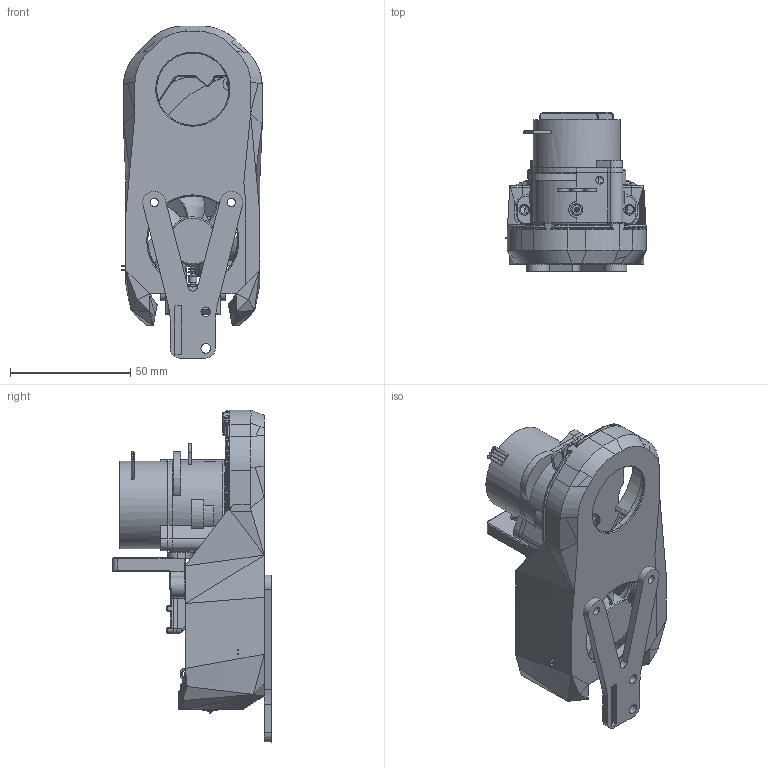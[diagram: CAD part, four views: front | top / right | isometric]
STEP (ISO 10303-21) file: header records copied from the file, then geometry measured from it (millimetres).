
FILE_DESCRIPTION(/* description */ (''),/* implementation_level */ '2;1');
FILE_NAME(/* name */ 'Mini B - Mosquito - with Adxl mount.step',/* time_stamp */ '2022-03-27T12:52:04+08:00',/* author */ (''),/* organization */ (''),/* preprocessor_version */ 'ST-DEVELOPER v18.1',/* originating_system */ 'Autodesk Translation Framework v10.13.0.1454',/* authorisation */ '');
FILE_SCHEMA (('AUTOMOTIVE_DESIGN { 1 0 10303 214 3 1 1 }'));
Products named in the file (9): Mini-aftersherpa-4010 mod v2 (v74~recovered); 40x40x10 DC Fan v1; ADXL Mount; Lgx-lite-sherpa-mount; LGX-Lite-Simplified-V6; mosquito_model_to_publish; Mini B - mosquito; Fan holder; X_Carriage -mgn9
Assembly tree (8 placements, depth 3):
  Mini-aftersherpa-4010 mod v2 (v74~recovered)
    40x40x10 DC Fan v1
    ADXL Mount
    Lgx-lite-sherpa-mount
      LGX-Lite-Simplified-V6
    mosquito_model_to_publish
    Mini B - mosquito
      Fan holder
    X_Carriage -mgn9
Bounding box: 58.32 x 65.95 x 137.85 mm (x, y, z)
Volume: 124761.6 mm3; surface area: 78915.2 mm2
Topology: 9 solids, 33 shells, 1564 faces, 4072 edges, 2554 vertices
Faces by surface type: plane 711, cylinder 393, bspline 240, cone 170, torus 34, sphere 16
Full cylindrical faces by diameter (mm): 0.4 x1, 0.6 x2, 1 x4, 1.1 x2, 1.3 x4, 1.4 x2, 1.6 x2, 1.8 x1, 1.95 x1, 2 x5, 2.05 x4, 2.15 x1, 2.16 x4, 2.18 x1, 2.19 x1, 2.38 x4, 2.5 x8, 2.8 x6, 3 x4, 3.1 x3, 3.15 x1, 3.2 x14, 3.4 x5, 3.45 x6, 3.5 x2, 3.6 x4, 4 x9, 4.05 x1, 4.1 x5, 4.2 x3
Entity records: 61258 total; most frequent: CARTESIAN_POINT 23134, ORIENTED_EDGE 8005, DIRECTION 7376, EDGE_CURVE 4054, AXIS2_PLACEMENT_3D 2621, VERTEX_POINT 2553, LINE 2134, VECTOR 2134
